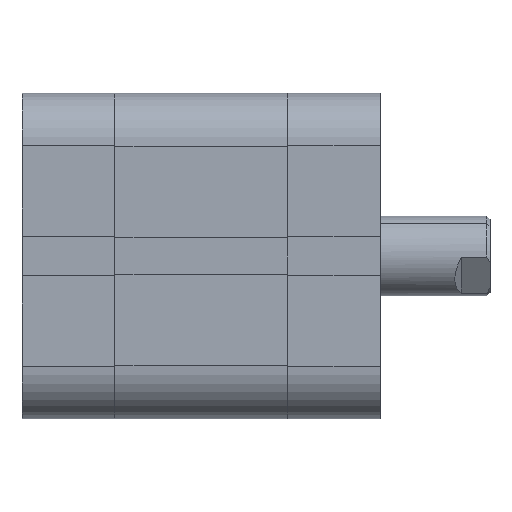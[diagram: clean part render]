
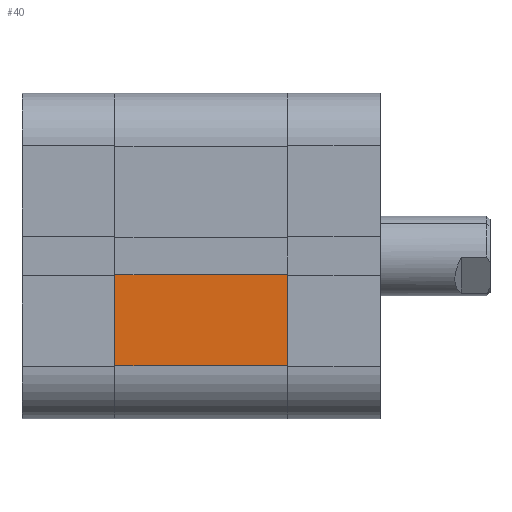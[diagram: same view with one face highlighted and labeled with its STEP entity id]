
A CAD part, front view. The second image highlights one B-rep face of the part: STEP entity #40.
In plain terms, the highlighted planar face has unit normal (0, -1, 0).
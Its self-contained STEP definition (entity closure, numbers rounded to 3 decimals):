
#40 = ADVANCED_FACE ( 'NONE', ( #5045 ), #15622, .F. ) ;
#211 = EDGE_LOOP ( 'NONE', ( #9568, #26249, #6931, #18219 ) ) ;
#459 = VERTEX_POINT ( 'NONE', #24616 ) ;
#1479 = CARTESIAN_POINT ( 'NONE',  ( 26., -24.5, -24.5 ) ) ;
#2506 = EDGE_CURVE ( 'NONE', #16833, #4200, #28446, .T. ) ;
#2508 = VECTOR ( 'NONE', #22908, 1000. ) ;
#3957 = CARTESIAN_POINT ( 'NONE',  ( 26., -24.5, -16.5 ) ) ;
#4200 = VERTEX_POINT ( 'NONE', #5094 ) ;
#4677 = EDGE_CURVE ( 'NONE', #459, #16996, #32240, .T. ) ;
#5045 = FACE_OUTER_BOUND ( 'NONE', #211, .T. ) ;
#5094 = CARTESIAN_POINT ( 'NONE',  ( 0., -24.5, -2.8 ) ) ;
#5327 = VECTOR ( 'NONE', #13851, 1000. ) ;
#6931 = ORIENTED_EDGE ( 'NONE', *, *, #4677, .T. ) ;
#7997 = DIRECTION ( 'NONE',  ( 0., 0., 1. ) ) ;
#8075 = CARTESIAN_POINT ( 'NONE',  ( 26., -24.5, -2.8 ) ) ;
#9084 = EDGE_CURVE ( 'NONE', #16833, #16996, #30431, .T. ) ;
#9105 = EDGE_CURVE ( 'NONE', #4200, #459, #22653, .T. ) ;
#9568 = ORIENTED_EDGE ( 'NONE', *, *, #2506, .T. ) ;
#9696 = CARTESIAN_POINT ( 'NONE',  ( 26.001, -24.5, -2.8 ) ) ;
#10469 = CARTESIAN_POINT ( 'NONE',  ( 0., -24.5, -24.5 ) ) ;
#11188 = CARTESIAN_POINT ( 'NONE',  ( 26., -24.5, -16.5 ) ) ;
#12037 = DIRECTION ( 'NONE',  ( 0., 0., -1. ) ) ;
#13851 = DIRECTION ( 'NONE',  ( 1., 0., 0. ) ) ;
#15622 = PLANE ( 'NONE',  #16211 ) ;
#16211 = AXIS2_PLACEMENT_3D ( 'NONE', #26215, #34213, #7997 ) ;
#16833 = VERTEX_POINT ( 'NONE', #8075 ) ;
#16996 = VERTEX_POINT ( 'NONE', #11188 ) ;
#18201 = VECTOR ( 'NONE', #12037, 1000. ) ;
#18219 = ORIENTED_EDGE ( 'NONE', *, *, #9084, .F. ) ;
#21059 = DIRECTION ( 'NONE',  ( 0., 0., -1. ) ) ;
#22653 = LINE ( 'NONE', #10469, #23235 ) ;
#22908 = DIRECTION ( 'NONE',  ( -1., 0., 0. ) ) ;
#23235 = VECTOR ( 'NONE', #21059, 1000. ) ;
#24616 = CARTESIAN_POINT ( 'NONE',  ( 0., -24.5, -16.5 ) ) ;
#26215 = CARTESIAN_POINT ( 'NONE',  ( 26., -24.5, -24.5 ) ) ;
#26249 = ORIENTED_EDGE ( 'NONE', *, *, #9105, .T. ) ;
#28446 = LINE ( 'NONE', #9696, #2508 ) ;
#30431 = LINE ( 'NONE', #1479, #18201 ) ;
#32240 = LINE ( 'NONE', #3957, #5327 ) ;
#34213 = DIRECTION ( 'NONE',  ( 0., 1., 0. ) ) ;
